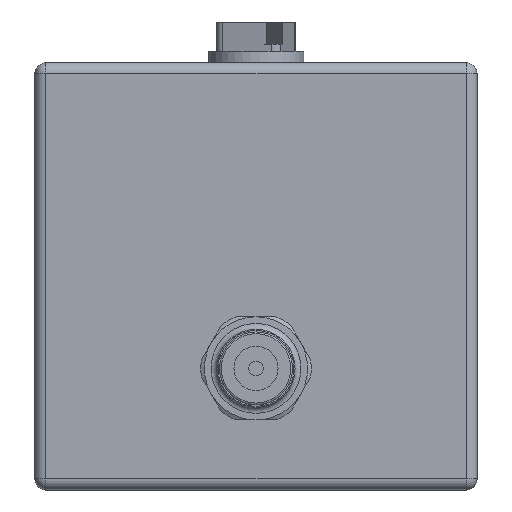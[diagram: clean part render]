
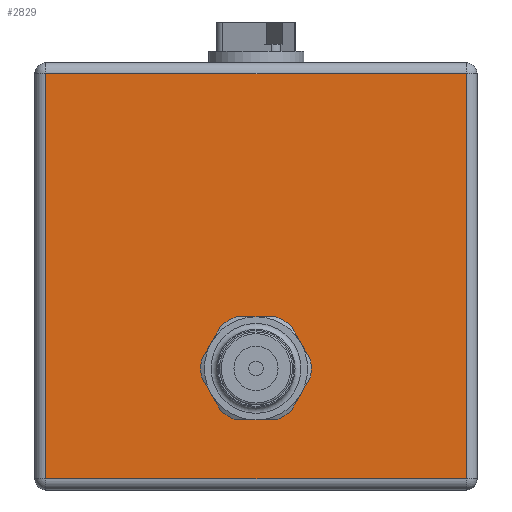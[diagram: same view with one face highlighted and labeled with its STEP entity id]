
A CAD part, left-side view. The second image highlights one B-rep face of the part: STEP entity #2829.
In plain terms, the highlighted planar face has unit normal (-1, 0, 0).
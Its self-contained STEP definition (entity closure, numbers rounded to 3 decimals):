
#74=FACE_BOUND('',#484,.T.);
#96=PLANE('',#3117);
#266=FACE_OUTER_BOUND('',#483,.T.);
#483=EDGE_LOOP('',(#2093,#2094,#2095,#2096));
#484=EDGE_LOOP('',(#2097,#2098,#2099,#2100,#2101,#2102));
#689=LINE('',#4714,#884);
#690=LINE('',#4716,#885);
#691=LINE('',#4718,#886);
#692=LINE('',#4719,#887);
#884=VECTOR('',#3642,10.);
#885=VECTOR('',#3643,10.);
#886=VECTOR('',#3644,10.);
#887=VECTOR('',#3645,10.);
#1097=CIRCLE('',#3076,7.);
#1099=CIRCLE('',#3079,7.);
#1101=CIRCLE('',#3082,7.);
#1104=CIRCLE('',#3086,7.);
#1106=CIRCLE('',#3089,7.);
#1108=CIRCLE('',#3092,7.);
#1297=VERTEX_POINT('',#4557);
#1298=VERTEX_POINT('',#4561);
#1301=VERTEX_POINT('',#4570);
#1304=VERTEX_POINT('',#4582);
#1308=VERTEX_POINT('',#4599);
#1311=VERTEX_POINT('',#4611);
#1326=VERTEX_POINT('',#4712);
#1327=VERTEX_POINT('',#4713);
#1328=VERTEX_POINT('',#4715);
#1329=VERTEX_POINT('',#4717);
#1533=EDGE_CURVE('',#1298,#1297,#1097,.T.);
#1537=EDGE_CURVE('',#1297,#1301,#1099,.T.);
#1541=EDGE_CURVE('',#1301,#1304,#1101,.T.);
#1547=EDGE_CURVE('',#1304,#1308,#1104,.T.);
#1551=EDGE_CURVE('',#1308,#1311,#1106,.T.);
#1555=EDGE_CURVE('',#1311,#1298,#1108,.T.);
#1586=EDGE_CURVE('',#1326,#1327,#689,.T.);
#1587=EDGE_CURVE('',#1328,#1326,#690,.T.);
#1588=EDGE_CURVE('',#1329,#1328,#691,.T.);
#1589=EDGE_CURVE('',#1327,#1329,#692,.T.);
#2093=ORIENTED_EDGE('',*,*,#1586,.F.);
#2094=ORIENTED_EDGE('',*,*,#1587,.F.);
#2095=ORIENTED_EDGE('',*,*,#1588,.F.);
#2096=ORIENTED_EDGE('',*,*,#1589,.F.);
#2097=ORIENTED_EDGE('',*,*,#1533,.T.);
#2098=ORIENTED_EDGE('',*,*,#1537,.T.);
#2099=ORIENTED_EDGE('',*,*,#1541,.T.);
#2100=ORIENTED_EDGE('',*,*,#1547,.T.);
#2101=ORIENTED_EDGE('',*,*,#1551,.T.);
#2102=ORIENTED_EDGE('',*,*,#1555,.T.);
#2829=ADVANCED_FACE('',(#266,#74),#96,.T.);
#3076=AXIS2_PLACEMENT_3D('',#4562,#3546,#3547);
#3079=AXIS2_PLACEMENT_3D('',#4574,#3552,#3553);
#3082=AXIS2_PLACEMENT_3D('',#4586,#3558,#3559);
#3086=AXIS2_PLACEMENT_3D('',#4603,#3566,#3567);
#3089=AXIS2_PLACEMENT_3D('',#4615,#3572,#3573);
#3092=AXIS2_PLACEMENT_3D('',#4626,#3578,#3579);
#3117=AXIS2_PLACEMENT_3D('',#4711,#3640,#3641);
#3546=DIRECTION('center_axis',(1.,0.,0.));
#3547=DIRECTION('ref_axis',(0.,1.,0.));
#3552=DIRECTION('center_axis',(1.,0.,0.));
#3553=DIRECTION('ref_axis',(0.,1.,0.));
#3558=DIRECTION('center_axis',(1.,0.,0.));
#3559=DIRECTION('ref_axis',(0.,1.,0.));
#3566=DIRECTION('center_axis',(1.,0.,0.));
#3567=DIRECTION('ref_axis',(0.,1.,0.));
#3572=DIRECTION('center_axis',(1.,0.,0.));
#3573=DIRECTION('ref_axis',(0.,1.,0.));
#3578=DIRECTION('center_axis',(1.,0.,0.));
#3579=DIRECTION('ref_axis',(0.,1.,0.));
#3640=DIRECTION('center_axis',(-1.,0.,0.));
#3641=DIRECTION('ref_axis',(0.,0.,1.));
#3642=DIRECTION('',(0.,0.,-1.));
#3643=DIRECTION('',(0.,-1.,0.));
#3644=DIRECTION('',(0.,0.,1.));
#3645=DIRECTION('',(0.,1.,0.));
#4557=CARTESIAN_POINT('',(-27.76,-5.47,-18.75));
#4561=CARTESIAN_POINT('',(-27.76,-5.47,-11.75));
#4562=CARTESIAN_POINT('Origin',(-27.76,0.592,-15.25));
#4570=CARTESIAN_POINT('',(-27.76,0.592,-22.25));
#4574=CARTESIAN_POINT('Origin',(-27.76,0.592,-15.25));
#4582=CARTESIAN_POINT('',(-27.76,6.655,-18.75));
#4586=CARTESIAN_POINT('Origin',(-27.76,0.592,-15.25));
#4599=CARTESIAN_POINT('',(-27.76,6.655,-11.75));
#4603=CARTESIAN_POINT('Origin',(-27.76,0.592,-15.25));
#4611=CARTESIAN_POINT('',(-27.76,0.592,-8.25));
#4615=CARTESIAN_POINT('Origin',(-27.76,0.592,-15.25));
#4626=CARTESIAN_POINT('Origin',(-27.76,0.592,-15.25));
#4711=CARTESIAN_POINT('Origin',(-27.76,-29.408,-31.75));
#4712=CARTESIAN_POINT('',(-27.76,-27.908,24.75));
#4713=CARTESIAN_POINT('',(-27.76,-27.908,-30.25));
#4714=CARTESIAN_POINT('',(-27.76,-27.908,-31.75));
#4715=CARTESIAN_POINT('',(-27.76,29.092,24.75));
#4716=CARTESIAN_POINT('',(-27.76,-14.408,24.75));
#4717=CARTESIAN_POINT('',(-27.76,29.092,-30.25));
#4718=CARTESIAN_POINT('',(-27.76,29.092,-31.75));
#4719=CARTESIAN_POINT('',(-27.76,-14.408,-30.25));
